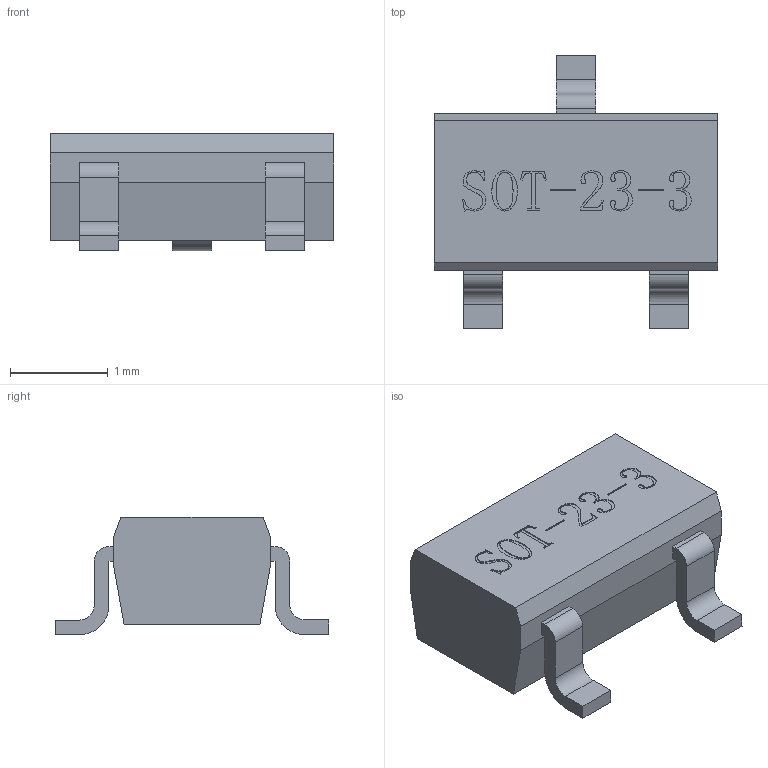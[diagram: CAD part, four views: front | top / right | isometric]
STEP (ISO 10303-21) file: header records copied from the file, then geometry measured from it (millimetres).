
FILE_DESCRIPTION (( 'STEP AP214' ), '1' );
FILE_NAME ('SOT-23-3.STEP', '2008-07-13T02:46:40', ( 'Chinese User' ), ( 'Chinese ORG' ), 'SwSTEP 2.0', 'SolidWorks 2005204', '' );
FILE_SCHEMA (( 'AUTOMOTIVE_DESIGN' ));
Length unit declared in the file: millimetre
Products named in the file (1): SOT-23-3
Bounding box: 2.9 x 2.8 x 1.2 mm (x, y, z)
Volume: 5.1 mm3; surface area: 22.6 mm2
Topology: 4 solids, 4 shells, 167 faces, 450 edges, 300 vertices
Faces by surface type: plane 80, bspline 76, cylinder 11
Entity records: 11577 total; most frequent: CARTESIAN_POINT 7710, ORIENTED_EDGE 900, DIRECTION 504, EDGE_CURVE 450, VERTEX_POINT 300, VECTOR 276, LINE 276, EDGE_LOOP 176
